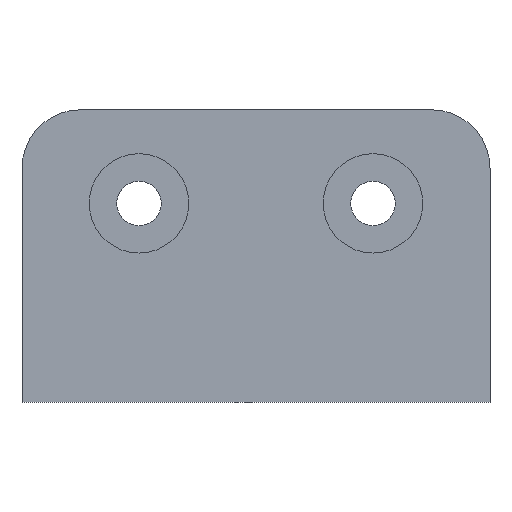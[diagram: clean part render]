
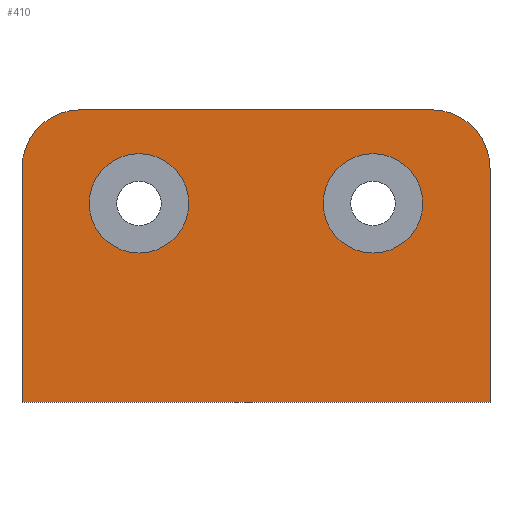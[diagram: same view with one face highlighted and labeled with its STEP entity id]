
A CAD part, front view. The second image highlights one B-rep face of the part: STEP entity #410.
In plain terms, the highlighted planar face has unit normal (0, -1, 0).
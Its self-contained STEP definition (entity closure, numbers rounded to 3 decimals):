
#37=LINE('',#663,#71);
#47=LINE('',#693,#81);
#48=LINE('',#695,#82);
#49=LINE('',#696,#83);
#71=VECTOR('',#538,10.);
#81=VECTOR('',#572,10.);
#82=VECTOR('',#573,10.);
#83=VECTOR('',#574,10.);
#107=FACE_BOUND('',#155,.T.);
#108=FACE_BOUND('',#156,.T.);
#126=FACE_OUTER_BOUND('',#154,.T.);
#154=EDGE_LOOP('',(#339,#340,#341,#342,#343,#344));
#155=EDGE_LOOP('',(#345));
#156=EDGE_LOOP('',(#346));
#169=CIRCLE('',#439,4.25);
#170=CIRCLE('',#441,4.25);
#176=CIRCLE('',#451,5.);
#182=CIRCLE('',#461,5.);
#189=VERTEX_POINT('',#615);
#190=VERTEX_POINT('',#619);
#202=VERTEX_POINT('',#650);
#203=VERTEX_POINT('',#651);
#207=VERTEX_POINT('',#661);
#214=VERTEX_POINT('',#681);
#215=VERTEX_POINT('',#692);
#216=VERTEX_POINT('',#694);
#225=EDGE_CURVE('',#189,#189,#169,.F.);
#227=EDGE_CURVE('',#190,#190,#170,.F.);
#242=EDGE_CURVE('',#202,#203,#176,.T.);
#248=EDGE_CURVE('',#202,#207,#37,.T.);
#257=EDGE_CURVE('',#214,#207,#182,.T.);
#263=EDGE_CURVE('',#214,#215,#47,.T.);
#264=EDGE_CURVE('',#216,#215,#48,.T.);
#265=EDGE_CURVE('',#216,#203,#49,.T.);
#339=ORIENTED_EDGE('',*,*,#242,.F.);
#340=ORIENTED_EDGE('',*,*,#248,.T.);
#341=ORIENTED_EDGE('',*,*,#257,.F.);
#342=ORIENTED_EDGE('',*,*,#263,.T.);
#343=ORIENTED_EDGE('',*,*,#264,.F.);
#344=ORIENTED_EDGE('',*,*,#265,.T.);
#345=ORIENTED_EDGE('',*,*,#225,.T.);
#346=ORIENTED_EDGE('',*,*,#227,.T.);
#390=PLANE('',#465);
#410=ADVANCED_FACE('',(#126,#107,#108),#390,.F.);
#439=AXIS2_PLACEMENT_3D('',#616,#494,#495);
#441=AXIS2_PLACEMENT_3D('',#620,#499,#500);
#451=AXIS2_PLACEMENT_3D('',#652,#528,#529);
#461=AXIS2_PLACEMENT_3D('',#682,#557,#558);
#465=AXIS2_PLACEMENT_3D('',#691,#570,#571);
#494=DIRECTION('center_axis',(0.,-1.,0.));
#495=DIRECTION('ref_axis',(1.,0.,0.));
#499=DIRECTION('center_axis',(0.,-1.,0.));
#500=DIRECTION('ref_axis',(1.,0.,0.));
#528=DIRECTION('center_axis',(0.,1.,0.));
#529=DIRECTION('ref_axis',(0.707,0.,0.707));
#538=DIRECTION('',(-1.,0.,0.));
#557=DIRECTION('center_axis',(0.,1.,0.));
#558=DIRECTION('ref_axis',(-0.707,0.,0.707));
#570=DIRECTION('center_axis',(0.,1.,0.));
#571=DIRECTION('ref_axis',(1.,0.,0.));
#572=DIRECTION('',(0.,0.,-1.));
#573=DIRECTION('',(-1.,0.,0.));
#574=DIRECTION('',(0.,0.,1.));
#615=CARTESIAN_POINT('',(5.75,0.,17.));
#616=CARTESIAN_POINT('Origin',(10.,0.,17.));
#619=CARTESIAN_POINT('',(25.75,0.,17.));
#620=CARTESIAN_POINT('Origin',(30.,0.,17.));
#650=CARTESIAN_POINT('',(35.,0.,25.));
#651=CARTESIAN_POINT('',(40.,0.,20.));
#652=CARTESIAN_POINT('Origin',(35.,0.,20.));
#661=CARTESIAN_POINT('',(5.,0.,25.));
#663=CARTESIAN_POINT('',(40.,0.,25.));
#681=CARTESIAN_POINT('',(0.,0.,20.));
#682=CARTESIAN_POINT('Origin',(5.,0.,20.));
#691=CARTESIAN_POINT('Origin',(20.,0.,12.5));
#692=CARTESIAN_POINT('',(0.,0.,0.));
#693=CARTESIAN_POINT('',(0.,0.,25.));
#694=CARTESIAN_POINT('',(40.,0.,0.));
#695=CARTESIAN_POINT('',(40.,0.,0.));
#696=CARTESIAN_POINT('',(40.,0.,0.));
